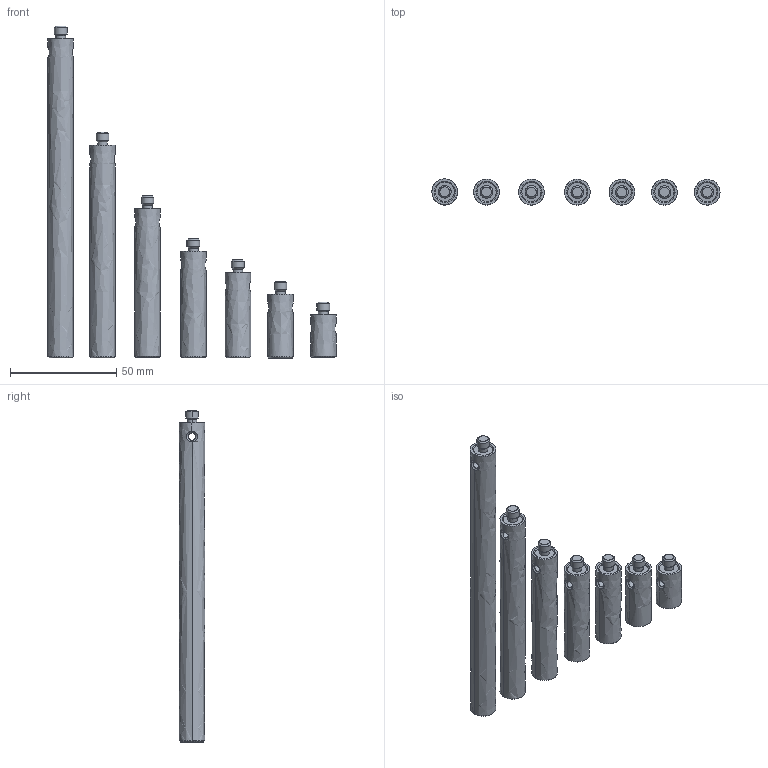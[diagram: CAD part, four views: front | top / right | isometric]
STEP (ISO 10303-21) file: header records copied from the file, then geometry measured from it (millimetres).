
FILE_DESCRIPTION(/* description */ (''),/* implementation_level */ '2;1');
FILE_NAME(/* name */ '06_ATR-12',/* time_stamp */ '2024-11-05T13:34:42+03:00',/* author */ (''),/* organization */ (''),/* preprocessor_version */ 'ST-DEVELOPER v15',/* originating_system */ '',/* authorisation */ '');
FILE_SCHEMA (('AUTOMOTIVE_DESIGN'));
Length unit declared in the file: millimetre
Products named in the file (1): Document
Bounding box: 135.46 x 12 x 156.13 mm (x, y, z)
Volume: 50590.8 mm3; surface area: 21492.6 mm2
Topology: 7 solids, 7 shells, 217 faces, 511 edges, 308 vertices
Faces by surface type: bspline 182, plane 35
Entity records: 9467 total; most frequent: CARTESIAN_POINT 6484, ORIENTED_EDGE 994, EDGE_CURVE 497, VERTEX_POINT 308, B_SPLINE_CURVE_WITH_KNOTS 301, EDGE_LOOP 245, ADVANCED_FACE 217, FACE_OUTER_BOUND 217
